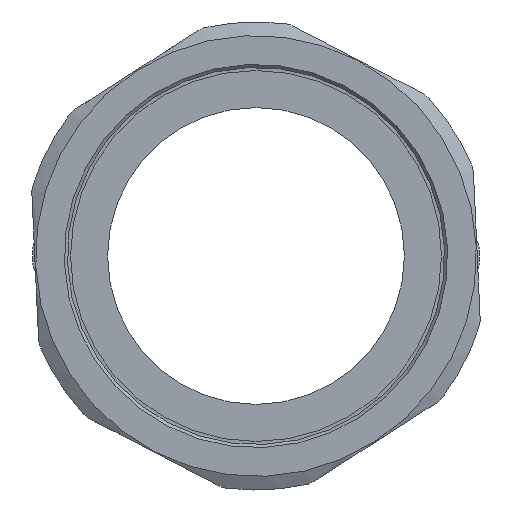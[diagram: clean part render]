
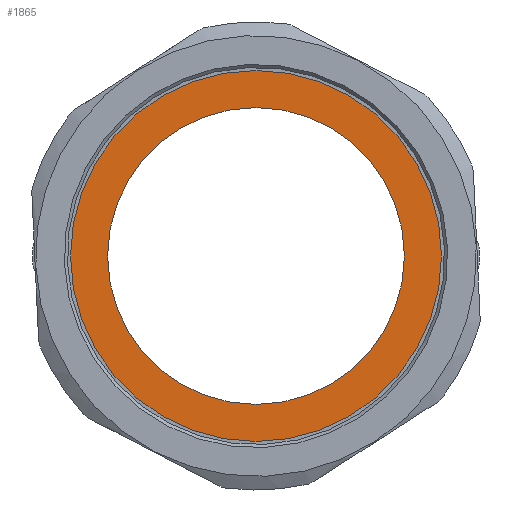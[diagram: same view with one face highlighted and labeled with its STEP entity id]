
A CAD part, front view. The second image highlights one B-rep face of the part: STEP entity #1865.
In plain terms, the highlighted planar face has unit normal (0, -1, 0).
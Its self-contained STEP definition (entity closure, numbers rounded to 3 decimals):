
#244=FACE_BOUND('',#388,.T.);
#252=PLANE('',#1998);
#283=FACE_OUTER_BOUND('',#387,.T.);
#387=EDGE_LOOP('',(#1238));
#388=EDGE_LOOP('',(#1239));
#687=CIRCLE('',#1994,24.);
#689=CIRCLE('',#1997,30.);
#753=VERTEX_POINT('',#2604);
#755=VERTEX_POINT('',#2610);
#945=EDGE_CURVE('',#753,#753,#687,.T.);
#948=EDGE_CURVE('',#755,#755,#689,.T.);
#1238=ORIENTED_EDGE('',*,*,#948,.T.);
#1239=ORIENTED_EDGE('',*,*,#945,.T.);
#1865=ADVANCED_FACE('',(#283,#244),#252,.T.);
#1994=AXIS2_PLACEMENT_3D('',#2606,#2174,#2175);
#1997=AXIS2_PLACEMENT_3D('',#2612,#2181,#2182);
#1998=AXIS2_PLACEMENT_3D('',#2613,#2183,#2184);
#2174=DIRECTION('center_axis',(0.,1.,0.));
#2175=DIRECTION('ref_axis',(1.,0.,0.));
#2181=DIRECTION('center_axis',(0.,-1.,0.));
#2182=DIRECTION('ref_axis',(1.,0.,0.));
#2183=DIRECTION('center_axis',(0.,-1.,0.));
#2184=DIRECTION('ref_axis',(1.,0.,0.));
#2604=CARTESIAN_POINT('',(-24.,18.225,0.));
#2606=CARTESIAN_POINT('Origin',(0.,18.225,0.));
#2610=CARTESIAN_POINT('',(-30.,18.225,0.));
#2612=CARTESIAN_POINT('Origin',(0.,18.225,0.));
#2613=CARTESIAN_POINT('Origin',(0.,18.225,0.));
